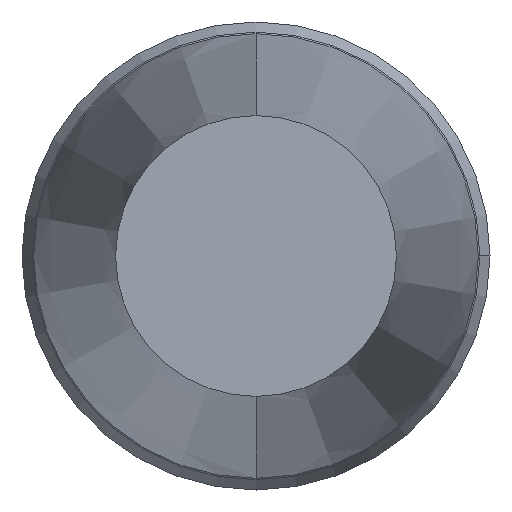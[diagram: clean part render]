
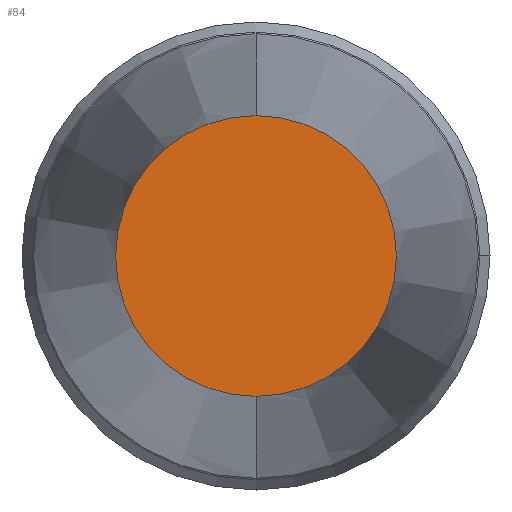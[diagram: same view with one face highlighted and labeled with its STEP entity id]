
A CAD part, front view. The second image highlights one B-rep face of the part: STEP entity #84.
In plain terms, the highlighted planar face has unit normal (0, -1, 0).
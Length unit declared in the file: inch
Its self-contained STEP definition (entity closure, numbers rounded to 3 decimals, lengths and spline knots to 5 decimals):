
#1 = VERTEX_POINT ( 'NONE', #281 ) ;
#7 = DIRECTION ( 'NONE',  ( 0., -1., 0. ) ) ;
#20 = CIRCLE ( 'NONE', #288, 0.09375 ) ;
#28 = VERTEX_POINT ( 'NONE', #144 ) ;
#34 = EDGE_LOOP ( 'NONE', ( #421, #93 ) ) ;
#36 = AXIS2_PLACEMENT_3D ( 'NONE', #329, #327, #227 ) ;
#44 = PLANE ( 'NONE',  #36 ) ;
#84 = ADVANCED_FACE ( 'NONE', ( #362 ), #44, .T. ) ;
#93 = ORIENTED_EDGE ( 'NONE', *, *, #260, .T. ) ;
#142 = AXIS2_PLACEMENT_3D ( 'NONE', #182, #7, #397 ) ;
#144 = CARTESIAN_POINT ( 'NONE',  ( 0., 0., -0.09375 ) ) ;
#182 = CARTESIAN_POINT ( 'NONE',  ( 0., 0., 0. ) ) ;
#224 = CIRCLE ( 'NONE', #142, 0.09375 ) ;
#227 = DIRECTION ( 'NONE',  ( 0., 0., -1. ) ) ;
#238 = CARTESIAN_POINT ( 'NONE',  ( 0., 0., 0. ) ) ;
#260 = EDGE_CURVE ( 'NONE', #28, #1, #20, .T. ) ;
#281 = CARTESIAN_POINT ( 'NONE',  ( 0., 0., 0.09375 ) ) ;
#288 = AXIS2_PLACEMENT_3D ( 'NONE', #238, #335, #301 ) ;
#301 = DIRECTION ( 'NONE',  ( 0., 0., -1. ) ) ;
#315 = EDGE_CURVE ( 'NONE', #1, #28, #224, .T. ) ;
#327 = DIRECTION ( 'NONE',  ( 0., -1., 0. ) ) ;
#329 = CARTESIAN_POINT ( 'NONE',  ( 0., 0., 0. ) ) ;
#335 = DIRECTION ( 'NONE',  ( 0., -1., 0. ) ) ;
#362 = FACE_OUTER_BOUND ( 'NONE', #34, .T. ) ;
#397 = DIRECTION ( 'NONE',  ( 0., 0., -1. ) ) ;
#421 = ORIENTED_EDGE ( 'NONE', *, *, #315, .T. ) ;
